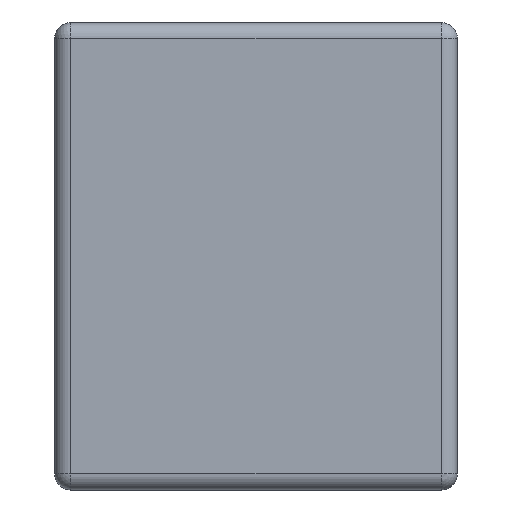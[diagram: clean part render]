
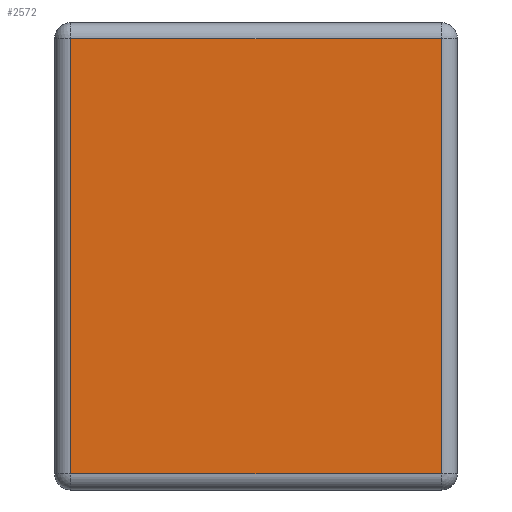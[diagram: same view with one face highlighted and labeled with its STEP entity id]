
A CAD part, left-side view. The second image highlights one B-rep face of the part: STEP entity #2572.
In plain terms, the highlighted face is planar.
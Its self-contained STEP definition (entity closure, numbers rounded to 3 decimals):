
#229=PLANE('',#2827);
#314=FACE_OUTER_BOUND('',#454,.T.);
#454=EDGE_LOOP('',(#1856,#1857,#1858,#1859));
#597=LINE('',#3461,#850);
#600=LINE('',#3483,#853);
#605=LINE('',#3493,#858);
#607=LINE('',#3496,#860);
#850=VECTOR('',#2974,10.);
#853=VECTOR('',#2999,10.);
#858=VECTOR('',#3010,10.);
#860=VECTOR('',#3014,10.);
#1128=VERTEX_POINT('',#3449);
#1131=VERTEX_POINT('',#3456);
#1133=VERTEX_POINT('',#3464);
#1137=VERTEX_POINT('',#3476);
#1397=EDGE_CURVE('',#1128,#1131,#597,.T.);
#1407=EDGE_CURVE('',#1137,#1133,#600,.T.);
#1413=EDGE_CURVE('',#1131,#1137,#605,.T.);
#1415=EDGE_CURVE('',#1133,#1128,#607,.T.);
#1856=ORIENTED_EDGE('',*,*,#1407,.F.);
#1857=ORIENTED_EDGE('',*,*,#1413,.F.);
#1858=ORIENTED_EDGE('',*,*,#1397,.F.);
#1859=ORIENTED_EDGE('',*,*,#1415,.F.);
#2572=ADVANCED_FACE('',(#314),#229,.T.);
#2827=AXIS2_PLACEMENT_3D('',#3513,#3033,#3034);
#2974=DIRECTION('',(0.,0.,1.));
#2999=DIRECTION('',(0.,0.,-1.));
#3010=DIRECTION('',(0.,1.,0.));
#3014=DIRECTION('',(0.,-1.,0.));
#3033=DIRECTION('center_axis',(1.,0.,0.));
#3034=DIRECTION('ref_axis',(0.,1.,0.));
#3449=CARTESIAN_POINT('',(0.3,-0.308,0.05));
#3456=CARTESIAN_POINT('',(0.3,-0.308,1.4));
#3461=CARTESIAN_POINT('',(0.3,-0.308,0.));
#3464=CARTESIAN_POINT('',(0.3,0.842,0.05));
#3476=CARTESIAN_POINT('',(0.3,0.842,1.4));
#3483=CARTESIAN_POINT('',(0.3,0.842,0.));
#3493=CARTESIAN_POINT('',(0.3,-0.046,1.4));
#3496=CARTESIAN_POINT('',(0.3,-0.046,0.05));
#3513=CARTESIAN_POINT('Origin',(0.3,-0.358,0.));
